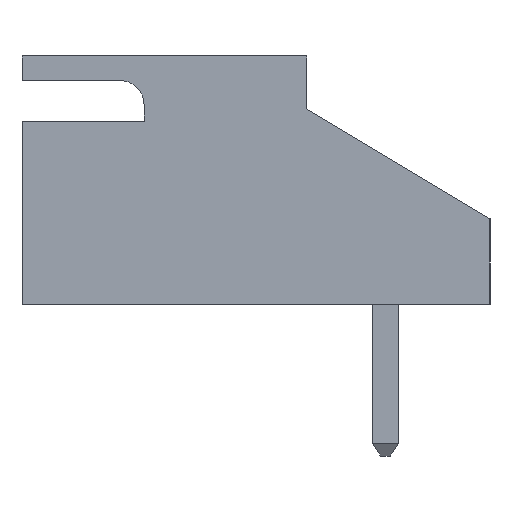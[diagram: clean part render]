
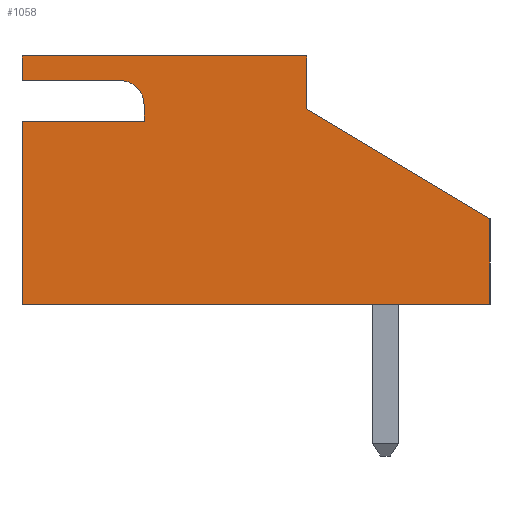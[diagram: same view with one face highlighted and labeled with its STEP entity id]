
A CAD part, left-side view. The second image highlights one B-rep face of the part: STEP entity #1058.
In plain terms, the highlighted planar face has unit normal (-1, 0, 0).
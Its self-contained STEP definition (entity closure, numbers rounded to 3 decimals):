
#119 = VERTEX_POINT('',#120);
#120 = CARTESIAN_POINT('',(-6.2,3.35,5.5));
#126 = EDGE_CURVE('',#119,#127,#129,.T.);
#127 = VERTEX_POINT('',#128);
#128 = CARTESIAN_POINT('',(-6.2,5.75,5.5));
#129 = LINE('',#130,#131);
#130 = CARTESIAN_POINT('',(-6.2,0.,5.5));
#131 = VECTOR('',#132,1.);
#132 = DIRECTION('',(0.,1.,0.));
#1015 = EDGE_CURVE('',#119,#1016,#1018,.T.);
#1016 = VERTEX_POINT('',#1017);
#1017 = CARTESIAN_POINT('',(-6.2,2.75,4.9));
#1018 = CIRCLE('',#1019,0.6);
#1019 = AXIS2_PLACEMENT_3D('',#1020,#1021,#1022);
#1020 = CARTESIAN_POINT('',(-6.2,3.35,4.9));
#1021 = DIRECTION('',(1.,0.,0.));
#1022 = DIRECTION('',(0.,1.,0.));
#1058 = ADVANCED_FACE('',(#1059),#1142,.T.);
#1059 = FACE_BOUND('',#1060,.T.);
#1060 = EDGE_LOOP('',(#1061,#1071,#1079,#1087,#1095,#1103,#1111,#1117,
    #1118,#1119,#1127,#1135));
#1061 = ORIENTED_EDGE('',*,*,#1062,.F.);
#1062 = EDGE_CURVE('',#1063,#1065,#1067,.T.);
#1063 = VERTEX_POINT('',#1064);
#1064 = CARTESIAN_POINT('',(-6.2,5.75,0.));
#1065 = VERTEX_POINT('',#1066);
#1066 = CARTESIAN_POINT('',(-6.2,5.75,4.45));
#1067 = LINE('',#1068,#1069);
#1068 = CARTESIAN_POINT('',(-6.2,5.75,0.));
#1069 = VECTOR('',#1070,1.);
#1070 = DIRECTION('',(0.,0.,1.));
#1071 = ORIENTED_EDGE('',*,*,#1072,.F.);
#1072 = EDGE_CURVE('',#1073,#1063,#1075,.T.);
#1073 = VERTEX_POINT('',#1074);
#1074 = CARTESIAN_POINT('',(-6.2,-5.75,0.));
#1075 = LINE('',#1076,#1077);
#1076 = CARTESIAN_POINT('',(-6.2,-5.75,0.));
#1077 = VECTOR('',#1078,1.);
#1078 = DIRECTION('',(0.,1.,0.));
#1079 = ORIENTED_EDGE('',*,*,#1080,.T.);
#1080 = EDGE_CURVE('',#1073,#1081,#1083,.T.);
#1081 = VERTEX_POINT('',#1082);
#1082 = CARTESIAN_POINT('',(-6.2,-5.75,2.1));
#1083 = LINE('',#1084,#1085);
#1084 = CARTESIAN_POINT('',(-6.2,-5.75,0.));
#1085 = VECTOR('',#1086,1.);
#1086 = DIRECTION('',(0.,0.,1.));
#1087 = ORIENTED_EDGE('',*,*,#1088,.T.);
#1088 = EDGE_CURVE('',#1081,#1089,#1091,.T.);
#1089 = VERTEX_POINT('',#1090);
#1090 = CARTESIAN_POINT('',(-6.2,-1.25,4.8));
#1091 = LINE('',#1092,#1093);
#1092 = CARTESIAN_POINT('',(-6.2,-3.963,3.172));
#1093 = VECTOR('',#1094,1.);
#1094 = DIRECTION('',(0.,0.857,0.514));
#1095 = ORIENTED_EDGE('',*,*,#1096,.T.);
#1096 = EDGE_CURVE('',#1089,#1097,#1099,.T.);
#1097 = VERTEX_POINT('',#1098);
#1098 = CARTESIAN_POINT('',(-6.2,-1.25,6.1));
#1099 = LINE('',#1100,#1101);
#1100 = CARTESIAN_POINT('',(-6.2,-1.25,3.05));
#1101 = VECTOR('',#1102,1.);
#1102 = DIRECTION('',(0.,0.,1.));
#1103 = ORIENTED_EDGE('',*,*,#1104,.T.);
#1104 = EDGE_CURVE('',#1097,#1105,#1107,.T.);
#1105 = VERTEX_POINT('',#1106);
#1106 = CARTESIAN_POINT('',(-6.2,5.75,6.1));
#1107 = LINE('',#1108,#1109);
#1108 = CARTESIAN_POINT('',(-6.2,-5.75,6.1));
#1109 = VECTOR('',#1110,1.);
#1110 = DIRECTION('',(0.,1.,0.));
#1111 = ORIENTED_EDGE('',*,*,#1112,.F.);
#1112 = EDGE_CURVE('',#127,#1105,#1113,.T.);
#1113 = LINE('',#1114,#1115);
#1114 = CARTESIAN_POINT('',(-6.2,5.75,0.));
#1115 = VECTOR('',#1116,1.);
#1116 = DIRECTION('',(0.,0.,1.));
#1117 = ORIENTED_EDGE('',*,*,#126,.F.);
#1118 = ORIENTED_EDGE('',*,*,#1015,.T.);
#1119 = ORIENTED_EDGE('',*,*,#1120,.F.);
#1120 = EDGE_CURVE('',#1121,#1016,#1123,.T.);
#1121 = VERTEX_POINT('',#1122);
#1122 = CARTESIAN_POINT('',(-6.2,2.75,4.5));
#1123 = LINE('',#1124,#1125);
#1124 = CARTESIAN_POINT('',(-6.2,2.75,2.45));
#1125 = VECTOR('',#1126,1.);
#1126 = DIRECTION('',(0.,0.,1.));
#1127 = ORIENTED_EDGE('',*,*,#1128,.F.);
#1128 = EDGE_CURVE('',#1129,#1121,#1131,.T.);
#1129 = VERTEX_POINT('',#1130);
#1130 = CARTESIAN_POINT('',(-6.2,5.7,4.5));
#1131 = LINE('',#1132,#1133);
#1132 = CARTESIAN_POINT('',(-6.2,-1.5,4.5));
#1133 = VECTOR('',#1134,1.);
#1134 = DIRECTION('',(-0.,-1.,-0.));
#1135 = ORIENTED_EDGE('',*,*,#1136,.F.);
#1136 = EDGE_CURVE('',#1065,#1129,#1137,.T.);
#1137 = CIRCLE('',#1138,0.05);
#1138 = AXIS2_PLACEMENT_3D('',#1139,#1140,#1141);
#1139 = CARTESIAN_POINT('',(-6.2,5.7,4.45));
#1140 = DIRECTION('',(1.,-0.,0.));
#1141 = DIRECTION('',(0.,0.,-1.));
#1142 = PLANE('',#1143);
#1143 = AXIS2_PLACEMENT_3D('',#1144,#1145,#1146);
#1144 = CARTESIAN_POINT('',(-6.2,-5.75,0.));
#1145 = DIRECTION('',(-1.,0.,0.));
#1146 = DIRECTION('',(0.,1.,0.));
